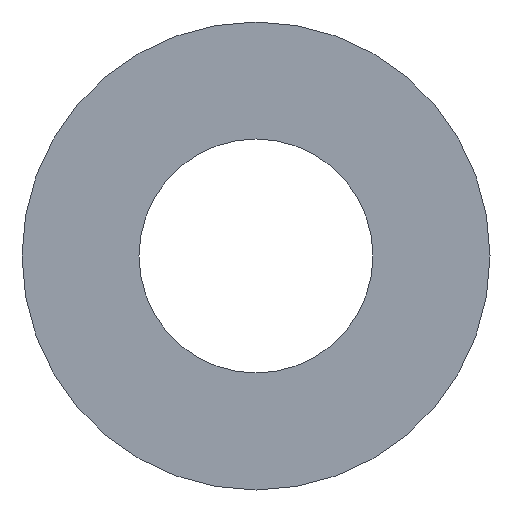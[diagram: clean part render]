
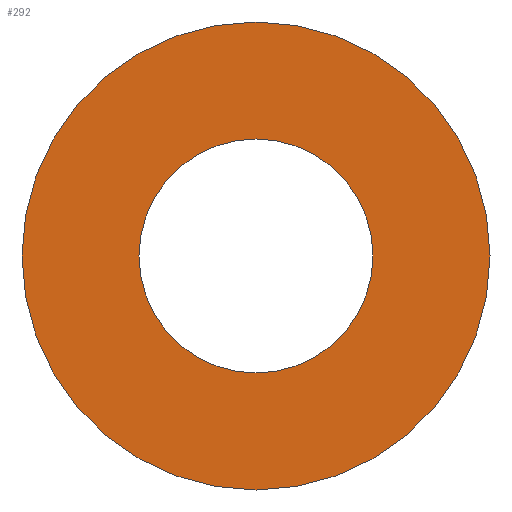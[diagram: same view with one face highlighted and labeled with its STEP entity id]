
A CAD part, front view. The second image highlights one B-rep face of the part: STEP entity #292.
In plain terms, the highlighted planar face has unit normal (0, -1, 0).
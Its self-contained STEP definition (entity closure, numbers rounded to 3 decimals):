
#42 = DIRECTION ( 'NONE',  ( 0., -1., 0. ) ) ;
#90 = AXIS2_PLACEMENT_3D ( 'NONE', #102, #42, #541 ) ;
#99 = AXIS2_PLACEMENT_3D ( 'NONE', #351, #295, #348 ) ;
#102 = CARTESIAN_POINT ( 'NONE',  ( 0., 0., 0. ) ) ;
#109 = CARTESIAN_POINT ( 'NONE',  ( 0., 0., 0. ) ) ;
#119 = DIRECTION ( 'NONE',  ( 0., 1., 0. ) ) ;
#120 = AXIS2_PLACEMENT_3D ( 'NONE', #330, #119, #433 ) ;
#122 = DIRECTION ( 'NONE',  ( 0., 0., 1. ) ) ;
#128 = CARTESIAN_POINT ( 'NONE',  ( 0., 0., 15. ) ) ;
#144 = DIRECTION ( 'NONE',  ( 0., 1., 0. ) ) ;
#159 = FACE_OUTER_BOUND ( 'NONE', #685, .T. ) ;
#160 = EDGE_CURVE ( 'NONE', #362, #336, #447, .T. ) ;
#177 = CARTESIAN_POINT ( 'NONE',  ( 0., 0., -30. ) ) ;
#209 = EDGE_CURVE ( 'NONE', #355, #285, #643, .T. ) ;
#234 = AXIS2_PLACEMENT_3D ( 'NONE', #109, #496, #122 ) ;
#238 = EDGE_LOOP ( 'NONE', ( #305, #274 ) ) ;
#273 = PLANE ( 'NONE',  #120 ) ;
#274 = ORIENTED_EDGE ( 'NONE', *, *, #539, .F. ) ;
#285 = VERTEX_POINT ( 'NONE', #177 ) ;
#292 = ADVANCED_FACE ( 'NONE', ( #324, #159 ), #273, .F. ) ;
#295 = DIRECTION ( 'NONE',  ( 0., -1., 0. ) ) ;
#305 = ORIENTED_EDGE ( 'NONE', *, *, #160, .F. ) ;
#324 = FACE_BOUND ( 'NONE', #238, .T. ) ;
#330 = CARTESIAN_POINT ( 'NONE',  ( 0., 0., 0. ) ) ;
#336 = VERTEX_POINT ( 'NONE', #128 ) ;
#348 = DIRECTION ( 'NONE',  ( 0., 0., -1. ) ) ;
#351 = CARTESIAN_POINT ( 'NONE',  ( 0., 0., 0. ) ) ;
#355 = VERTEX_POINT ( 'NONE', #567 ) ;
#358 = ORIENTED_EDGE ( 'NONE', *, *, #209, .F. ) ;
#362 = VERTEX_POINT ( 'NONE', #393 ) ;
#393 = CARTESIAN_POINT ( 'NONE',  ( 0., 0., -15. ) ) ;
#427 = AXIS2_PLACEMENT_3D ( 'NONE', #458, #144, #691 ) ;
#433 = DIRECTION ( 'NONE',  ( 0., 0., 1. ) ) ;
#447 = CIRCLE ( 'NONE', #90, 15. ) ;
#458 = CARTESIAN_POINT ( 'NONE',  ( 0., 0., 0. ) ) ;
#496 = DIRECTION ( 'NONE',  ( 0., 1., 0. ) ) ;
#514 = CIRCLE ( 'NONE', #427, 30. ) ;
#539 = EDGE_CURVE ( 'NONE', #336, #362, #687, .T. ) ;
#541 = DIRECTION ( 'NONE',  ( 0., 0., -1. ) ) ;
#562 = EDGE_CURVE ( 'NONE', #285, #355, #514, .T. ) ;
#567 = CARTESIAN_POINT ( 'NONE',  ( 0., 0., 30. ) ) ;
#643 = CIRCLE ( 'NONE', #234, 30. ) ;
#685 = EDGE_LOOP ( 'NONE', ( #708, #358 ) ) ;
#687 = CIRCLE ( 'NONE', #99, 15. ) ;
#691 = DIRECTION ( 'NONE',  ( 0., 0., 1. ) ) ;
#708 = ORIENTED_EDGE ( 'NONE', *, *, #562, .F. ) ;
